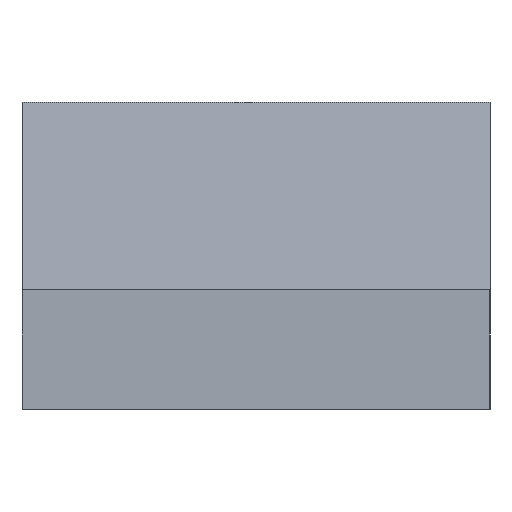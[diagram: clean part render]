
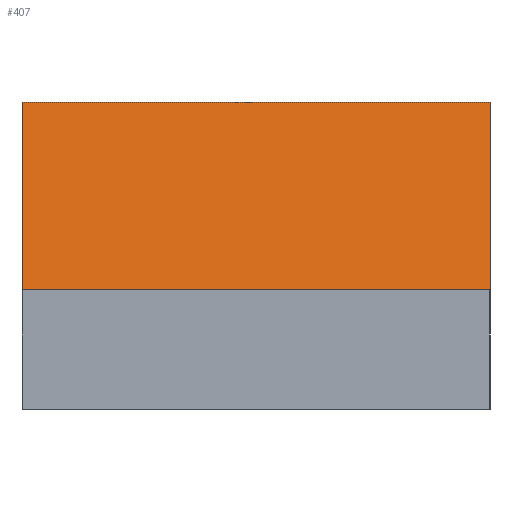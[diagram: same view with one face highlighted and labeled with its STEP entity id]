
A CAD part, left-side view. The second image highlights one B-rep face of the part: STEP entity #407.
In plain terms, the highlighted planar face has unit normal (-0.985, 0, 0.174).
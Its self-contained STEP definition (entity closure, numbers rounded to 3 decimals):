
#10 = DIRECTION ( 'NONE',  ( 0., 1., 0. ) ) ;
#15 = EDGE_CURVE ( 'NONE', #304, #129, #461, .T. ) ;
#40 = PLANE ( 'NONE',  #78 ) ;
#46 = DIRECTION ( 'NONE',  ( 0.985, 0., -0.174 ) ) ;
#59 = VECTOR ( 'NONE', #10, 1000. ) ;
#78 = AXIS2_PLACEMENT_3D ( 'NONE', #317, #46, #338 ) ;
#82 = EDGE_CURVE ( 'NONE', #296, #225, #515, .T. ) ;
#95 = LINE ( 'NONE', #209, #416 ) ;
#103 = DIRECTION ( 'NONE',  ( 0., 1., 0. ) ) ;
#114 = CARTESIAN_POINT ( 'NONE',  ( -0.612, -0.622, 0.819 ) ) ;
#129 = VERTEX_POINT ( 'NONE', #260 ) ;
#147 = CARTESIAN_POINT ( 'NONE',  ( -0.612, -0.622, 0.819 ) ) ;
#149 = FACE_OUTER_BOUND ( 'NONE', #476, .T. ) ;
#181 = ORIENTED_EDGE ( 'NONE', *, *, #234, .F. ) ;
#198 = ORIENTED_EDGE ( 'NONE', *, *, #15, .F. ) ;
#209 = CARTESIAN_POINT ( 'NONE',  ( -0.612, 0.628, 0.819 ) ) ;
#212 = ORIENTED_EDGE ( 'NONE', *, *, #453, .T. ) ;
#225 = VERTEX_POINT ( 'NONE', #273 ) ;
#234 = EDGE_CURVE ( 'NONE', #296, #304, #250, .T. ) ;
#250 = LINE ( 'NONE', #410, #474 ) ;
#260 = CARTESIAN_POINT ( 'NONE',  ( -0.7, 0.628, 0.319 ) ) ;
#270 = VECTOR ( 'NONE', #103, 1000. ) ;
#273 = CARTESIAN_POINT ( 'NONE',  ( -0.612, 0.628, 0.819 ) ) ;
#296 = VERTEX_POINT ( 'NONE', #114 ) ;
#304 = VERTEX_POINT ( 'NONE', #487 ) ;
#316 = ORIENTED_EDGE ( 'NONE', *, *, #82, .T. ) ;
#317 = CARTESIAN_POINT ( 'NONE',  ( -0.7, -0.622, 0.319 ) ) ;
#338 = DIRECTION ( 'NONE',  ( -0.174, 0., -0.985 ) ) ;
#369 = DIRECTION ( 'NONE',  ( -0.174, 0., -0.985 ) ) ;
#378 = CARTESIAN_POINT ( 'NONE',  ( -0.7, -0.622, 0.319 ) ) ;
#407 = ADVANCED_FACE ( 'NONE', ( #149 ), #40, .F. ) ;
#410 = CARTESIAN_POINT ( 'NONE',  ( -0.7, -0.622, 0.319 ) ) ;
#416 = VECTOR ( 'NONE', #421, 1000. ) ;
#421 = DIRECTION ( 'NONE',  ( -0.174, 0., -0.985 ) ) ;
#453 = EDGE_CURVE ( 'NONE', #225, #129, #95, .T. ) ;
#461 = LINE ( 'NONE', #378, #59 ) ;
#474 = VECTOR ( 'NONE', #369, 1000. ) ;
#476 = EDGE_LOOP ( 'NONE', ( #198, #181, #316, #212 ) ) ;
#487 = CARTESIAN_POINT ( 'NONE',  ( -0.7, -0.622, 0.319 ) ) ;
#515 = LINE ( 'NONE', #147, #270 ) ;
